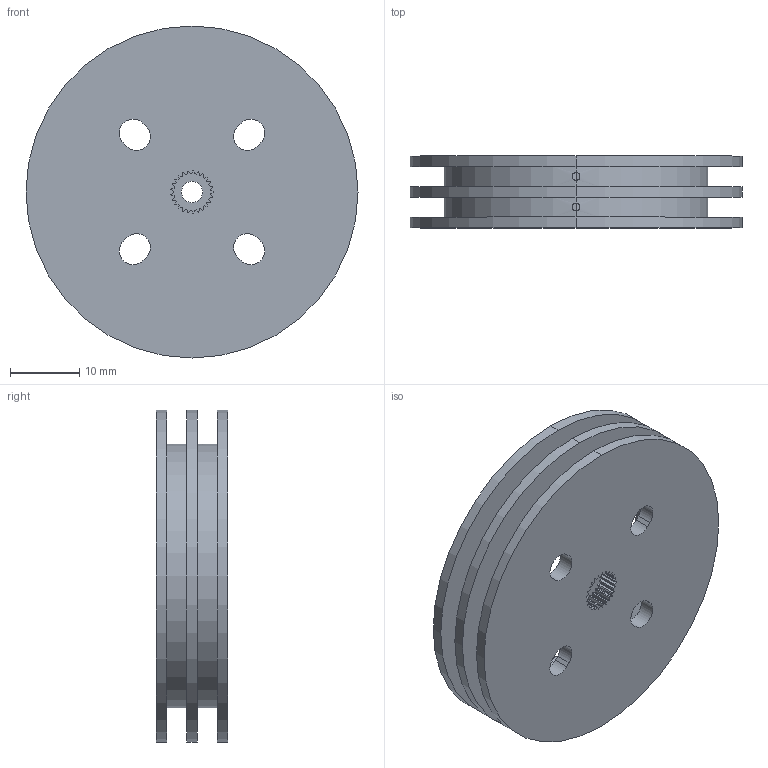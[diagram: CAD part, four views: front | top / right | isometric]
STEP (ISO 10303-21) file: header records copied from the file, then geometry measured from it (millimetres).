
FILE_DESCRIPTION (( 'STEP AP203' ), '1' );
FILE_NAME ('3410-0025-0038.STEP', '2019-06-21T20:10:17', ( '' ), ( '' ), 'SwSTEP 2.0', 'SolidWorks 2016', '' );
FILE_SCHEMA (( 'CONFIG_CONTROL_DESIGN' ));
Length unit declared in the file: millimetre
Products named in the file (1): 3410-0025-0038
Bounding box: 47.85 x 10.35 x 47.85 mm (x, y, z)
Volume: 6991.2 mm3; surface area: 8725.5 mm2
Topology: 1 solids, 1 shells, 156 faces, 450 edges, 300 vertices
Faces by surface type: cylinder 85, plane 71
Entity records: 5411 total; most frequent: CARTESIAN_POINT 1067, DIRECTION 912, ORIENTED_EDGE 900, EDGE_CURVE 450, AXIS2_PLACEMENT_3D 321, VERTEX_POINT 300, VECTOR 270, LINE 270
